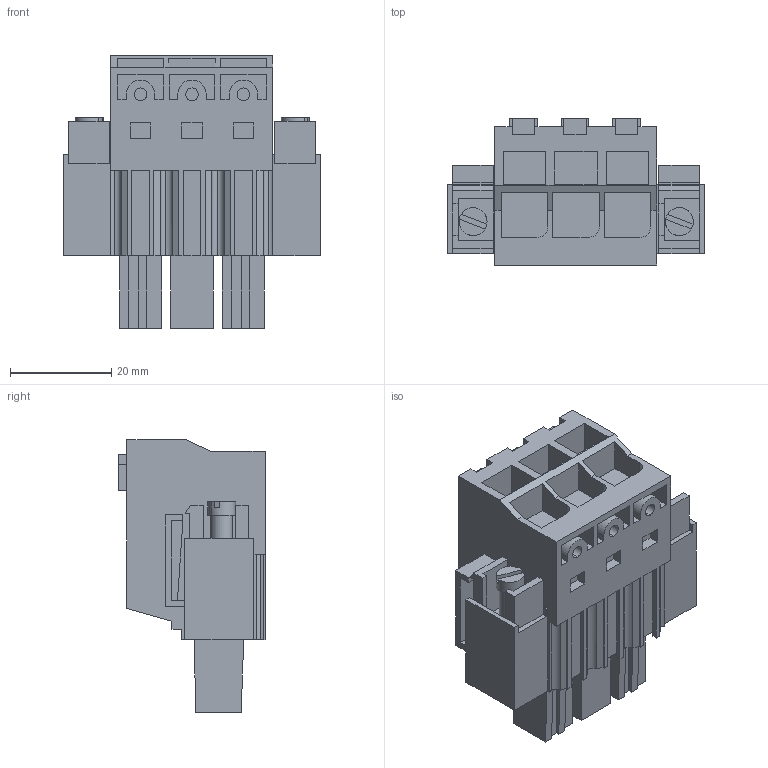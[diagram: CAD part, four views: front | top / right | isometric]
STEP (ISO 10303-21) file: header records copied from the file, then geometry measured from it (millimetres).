
FILE_DESCRIPTION(('CATIA V5 STEP Exchange','CAx-IF Rec.Pracs.--- Model Styling and Organization---1.4--- 2014-01-23'),'2;1');
FILE_NAME ('D1462882_1_2493350000_2493350000.stp','2021-08-13T11:06:23+00:00',('none'),('Weidmueller'),'CATIA Version 5-6 Release 2016 SP3 HF44','CATIA V5 STEP AP214','none');
FILE_SCHEMA(('AUTOMOTIVE_DESIGN { 1 0 10303 214 1 1 1 1 }'));
Length unit declared in the file: millimetre
Products named in the file (1): 2493350000
Bounding box: 50.74 x 28.9 x 53.9 mm (x, y, z)
Volume: 34752.3 mm3; surface area: 17711.5 mm2
Topology: 8 solids, 8 shells, 497 faces, 1366 edges, 908 vertices
Faces by surface type: plane 461, cylinder 36
Entity records: 15546 total; most frequent: CARTESIAN_POINT 2796, ORIENTED_EDGE 2732, DIRECTION 2143, EDGE_CURVE 1366, VECTOR 1276, LINE 1276, VERTEX_POINT 908, EDGE_LOOP 528
